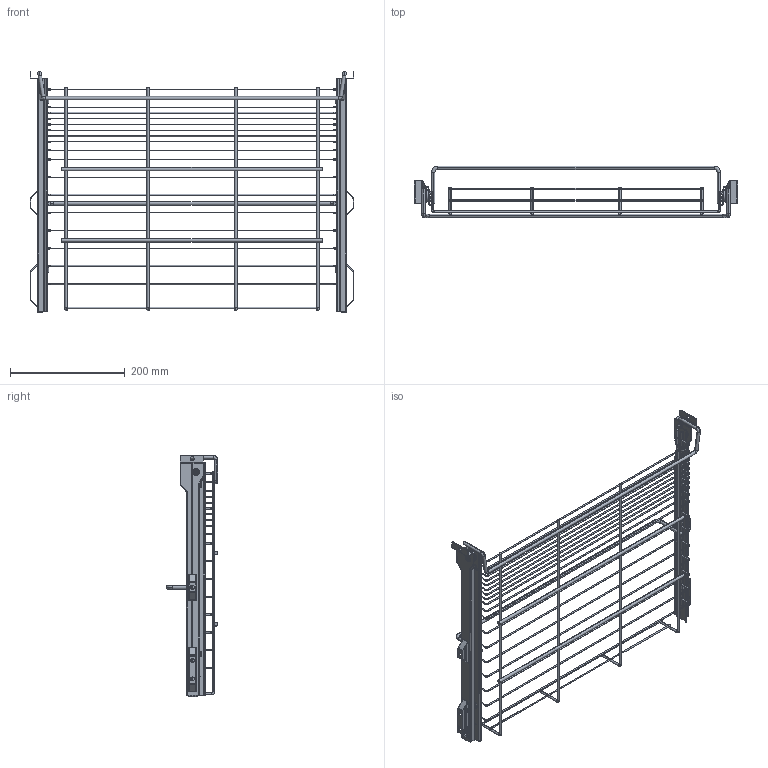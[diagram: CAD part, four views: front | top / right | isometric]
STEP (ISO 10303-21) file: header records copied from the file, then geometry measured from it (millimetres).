
FILE_DESCRIPTION (( 'STEP AP203' ), '1' );
FILE_NAME ('LM647.STEP', '2023-02-22T12:12:10', ( '' ), ( '' ), 'SwSTEP 2.0', 'SolidWorks 2021', '' );
FILE_SCHEMA (( 'CONFIG_CONTROL_DESIGN' ));
Length unit declared in the file: millimetre
Products named in the file (14): 11116_MirrorDefault; 12184; 12183; 11117_MirrorDefault; 10026; 12431_Default<As Machined>; 12184_MirrorDefault; 10027_MirrorDefault; 10026_MirrorDefault; 11116; LM647; 10027; 12183_MirrorDefault; 11117
Assembly tree (17 placements, depth 3):
  LM647
    12431_Default<As Machined>
    12184
      12183
      10026
      10027
    11117
      11116
      10026
      10027
    12184_MirrorDefault
      12183_MirrorDefault
      10026_MirrorDefault
      10027_MirrorDefault
    11117_MirrorDefault
      11116_MirrorDefault
      10026_MirrorDefault
      10027_MirrorDefault
Bounding box: 564.4 x 90.25 x 421 mm (x, y, z)
Volume: 242195.2 mm3; surface area: 318083 mm2
Topology: 52 solids, 52 shells, 1218 faces, 2928 edges, 1826 vertices
Faces by surface type: cylinder 518, plane 470, torus 198, cone 20, bspline 12
Entity records: 33636 total; most frequent: CARTESIAN_POINT 6156, DIRECTION 5820, ORIENTED_EDGE 5220, EDGE_CURVE 2610, AXIS2_PLACEMENT_3D 2262, VERTEX_POINT 1630, VECTOR 1296, LINE 1296
